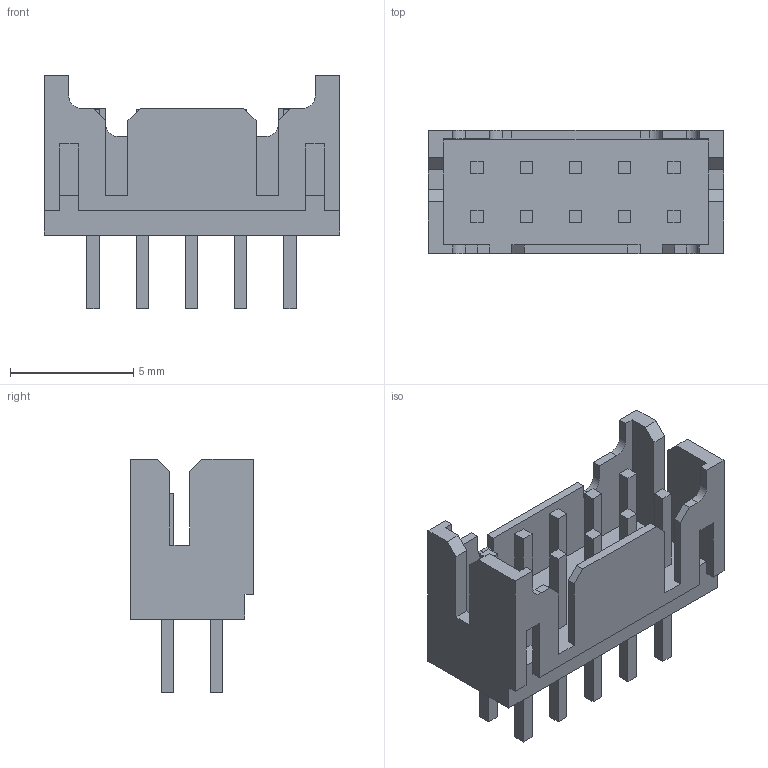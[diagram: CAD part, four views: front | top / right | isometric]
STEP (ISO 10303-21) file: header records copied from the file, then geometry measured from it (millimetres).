
FILE_DESCRIPTION((''),'2;1');
FILE_NAME('C-1-1470109-0','2012-04-20T',('workeradm'),('Tyco Electronics Ltd.'),'PRO/ENGINEER BY PARAMETRIC TECHNOLOGY CORPORATION, 2010430','PRO/ENGINEER BY PARAMETRIC TECHNOLOGY CORPORATION, 2010430','');
FILE_SCHEMA(('AUTOMOTIVE_DESIGN { 1 0 10303 214 1 1 1 1 }'));
Length unit declared in the file: millimetre
Products named in the file (1): C-1-1470109-0
Bounding box: 12 x 5 x 9.5 mm (x, y, z)
Volume: 157 mm3; surface area: 541.3 mm2
Topology: 1 solids, 1 shells, 164 faces, 436 edges, 290 vertices
Faces by surface type: plane 158, cylinder 6
Entity records: 5281 total; most frequent: CARTESIAN_POINT 892, ORIENTED_EDGE 872, DIRECTION 776, EDGE_CURVE 436, VECTOR 424, LINE 424, VERTEX_POINT 290, EDGE_LOOP 184
